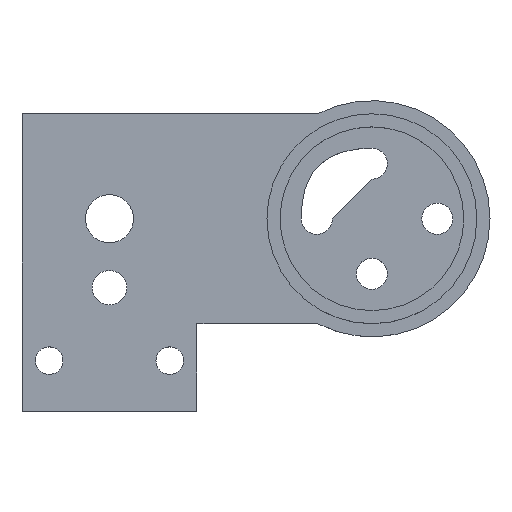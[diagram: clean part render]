
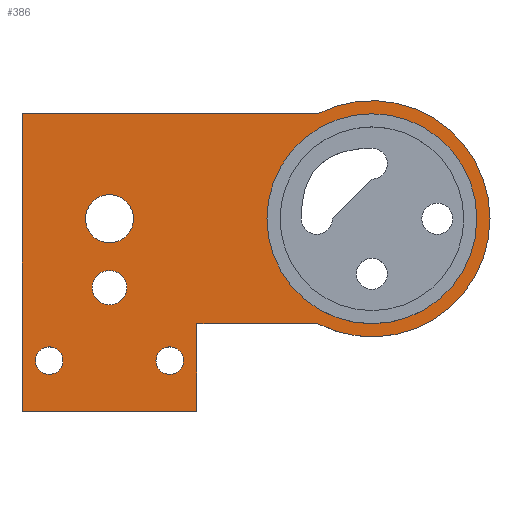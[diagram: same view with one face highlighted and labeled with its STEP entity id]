
A CAD part, top view. The second image highlights one B-rep face of the part: STEP entity #386.
In plain terms, the highlighted planar face has unit normal (0, 0, 1).
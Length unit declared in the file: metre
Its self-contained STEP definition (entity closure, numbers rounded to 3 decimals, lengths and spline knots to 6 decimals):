
#26=LINE('',#591,#49);
#27=LINE('',#594,#50);
#28=LINE('',#598,#51);
#29=LINE('',#600,#52);
#30=LINE('',#602,#53);
#49=VECTOR('',#476,1.);
#50=VECTOR('',#477,1.);
#51=VECTOR('',#480,1.);
#52=VECTOR('',#481,1.);
#53=VECTOR('',#482,1.);
#72=ORIENTED_EDGE('',*,*,#170,.F.);
#73=ORIENTED_EDGE('',*,*,#171,.F.);
#74=ORIENTED_EDGE('',*,*,#172,.F.);
#75=ORIENTED_EDGE('',*,*,#173,.F.);
#76=ORIENTED_EDGE('',*,*,#174,.F.);
#77=ORIENTED_EDGE('',*,*,#175,.T.);
#78=ORIENTED_EDGE('',*,*,#176,.F.);
#79=ORIENTED_EDGE('',*,*,#177,.F.);
#80=ORIENTED_EDGE('',*,*,#178,.F.);
#81=ORIENTED_EDGE('',*,*,#179,.F.);
#82=ORIENTED_EDGE('',*,*,#180,.T.);
#170=EDGE_CURVE('',#219,#219,#257,.T.);
#171=EDGE_CURVE('',#220,#220,#258,.T.);
#172=EDGE_CURVE('',#221,#222,#26,.T.);
#173=EDGE_CURVE('',#223,#221,#27,.T.);
#174=EDGE_CURVE('',#224,#223,#259,.F.);
#175=EDGE_CURVE('',#224,#225,#28,.T.);
#176=EDGE_CURVE('',#226,#225,#29,.T.);
#177=EDGE_CURVE('',#222,#226,#30,.T.);
#178=EDGE_CURVE('',#227,#227,#260,.T.);
#179=EDGE_CURVE('',#228,#228,#261,.T.);
#180=EDGE_CURVE('',#229,#229,#262,.T.);
#219=VERTEX_POINT('',#588);
#220=VERTEX_POINT('',#590);
#221=VERTEX_POINT('',#592);
#222=VERTEX_POINT('',#593);
#223=VERTEX_POINT('',#595);
#224=VERTEX_POINT('',#597);
#225=VERTEX_POINT('',#599);
#226=VERTEX_POINT('',#601);
#227=VERTEX_POINT('',#604);
#228=VERTEX_POINT('',#606);
#229=VERTEX_POINT('',#608);
#257=CIRCLE('',#423,0.0035);
#258=CIRCLE('',#424,0.01524);
#259=CIRCLE('',#425,0.017145);
#260=CIRCLE('',#426,0.0025);
#261=CIRCLE('',#427,0.002);
#262=CIRCLE('',#428,0.002);
#281=EDGE_LOOP('',(#72));
#282=EDGE_LOOP('',(#73));
#283=EDGE_LOOP('',(#74,#75,#76,#77,#78,#79));
#284=EDGE_LOOP('',(#80));
#285=EDGE_LOOP('',(#81));
#286=EDGE_LOOP('',(#82));
#328=FACE_BOUND('',#281,.T.);
#329=FACE_BOUND('',#282,.T.);
#330=FACE_BOUND('',#283,.T.);
#331=FACE_BOUND('',#284,.T.);
#332=FACE_BOUND('',#285,.T.);
#333=FACE_BOUND('',#286,.T.);
#375=PLANE('',#422);
#386=ADVANCED_FACE('',(#328,#329,#330,#331,#332,#333),#375,.T.);
#422=AXIS2_PLACEMENT_3D('',#586,#470,#471);
#423=AXIS2_PLACEMENT_3D('',#587,#472,#473);
#424=AXIS2_PLACEMENT_3D('',#589,#474,#475);
#425=AXIS2_PLACEMENT_3D('',#596,#478,#479);
#426=AXIS2_PLACEMENT_3D('',#603,#483,#484);
#427=AXIS2_PLACEMENT_3D('',#605,#485,#486);
#428=AXIS2_PLACEMENT_3D('',#607,#487,#488);
#470=DIRECTION('',(0.,0.,1.));
#471=DIRECTION('',(1.,0.,0.));
#472=DIRECTION('',(0.,0.,1.));
#473=DIRECTION('',(1.,0.,0.));
#474=DIRECTION('',(0.,0.,1.));
#475=DIRECTION('',(1.,0.,0.));
#476=DIRECTION('',(0.,-1.,0.));
#477=DIRECTION('',(-1.,0.,0.));
#478=DIRECTION('',(0.,0.,1.));
#479=DIRECTION('',(1.,0.,0.));
#480=DIRECTION('',(-1.,0.,0.));
#481=DIRECTION('',(0.,1.,0.));
#482=DIRECTION('',(-1.,0.,0.));
#483=DIRECTION('',(0.,0.,1.));
#484=DIRECTION('',(1.,0.,0.));
#485=DIRECTION('',(0.,0.,1.));
#486=DIRECTION('',(1.,0.,0.));
#487=DIRECTION('',(0.,0.,-1.));
#488=DIRECTION('',(1.,0.,0.));
#586=CARTESIAN_POINT('',(0.02032,-0.00635,0.00381));
#587=CARTESIAN_POINT('',(0.,0.,0.00381));
#588=CARTESIAN_POINT('',(0.0035,0.,0.00381));
#589=CARTESIAN_POINT('',(0.0381,0.,0.00381));
#590=CARTESIAN_POINT('',(0.05334,0.,0.00381));
#591=CARTESIAN_POINT('',(0.0127,-0.02159,0.00381));
#592=CARTESIAN_POINT('',(0.0127,-0.01524,0.00381));
#593=CARTESIAN_POINT('',(0.0127,-0.02794,0.00381));
#594=CARTESIAN_POINT('',(0.0254,-0.01524,0.00381));
#595=CARTESIAN_POINT('',(0.030245,-0.01524,0.00381));
#596=CARTESIAN_POINT('',(0.0381,0.,0.00381));
#597=CARTESIAN_POINT('',(0.030245,0.01524,0.00381));
#598=CARTESIAN_POINT('',(0.0127,0.01524,0.00381));
#599=CARTESIAN_POINT('',(-0.0127,0.01524,0.00381));
#600=CARTESIAN_POINT('',(-0.0127,-0.02159,0.00381));
#601=CARTESIAN_POINT('',(-0.0127,-0.02794,0.00381));
#602=CARTESIAN_POINT('',(0.,-0.02794,0.00381));
#603=CARTESIAN_POINT('',(0.,-0.01,0.00381));
#604=CARTESIAN_POINT('',(0.0025,-0.01,0.00381));
#605=CARTESIAN_POINT('',(0.00875,-0.0206,0.00381));
#606=CARTESIAN_POINT('',(0.01075,-0.0206,0.00381));
#607=CARTESIAN_POINT('',(-0.00875,-0.0206,0.00381));
#608=CARTESIAN_POINT('',(-0.00675,-0.0206,0.00381));
